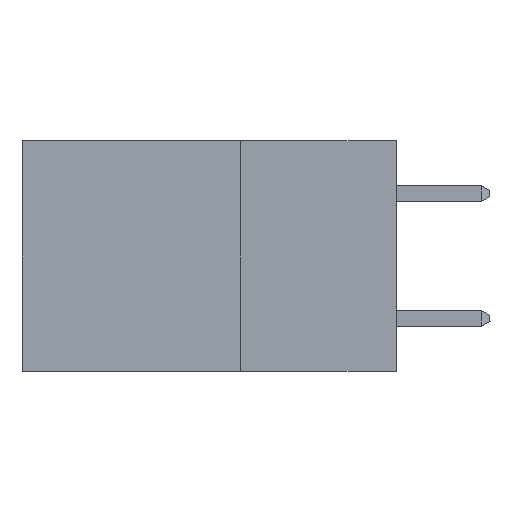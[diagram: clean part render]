
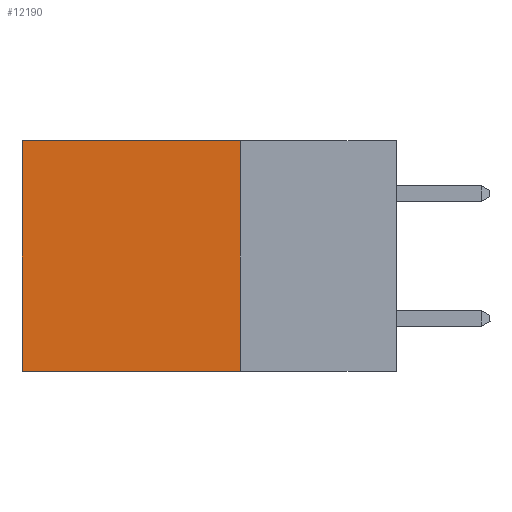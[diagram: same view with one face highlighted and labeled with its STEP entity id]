
A CAD part, left-side view. The second image highlights one B-rep face of the part: STEP entity #12190.
In plain terms, the highlighted planar face has unit normal (-1, 0, 0).
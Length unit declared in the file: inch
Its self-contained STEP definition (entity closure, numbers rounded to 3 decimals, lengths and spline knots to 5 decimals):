
#1664 = VECTOR ( 'NONE', #11804, 39.37008 ) ;
#2581 = VECTOR ( 'NONE', #15473, 39.37008 ) ;
#3023 = VERTEX_POINT ( 'NONE', #11078 ) ;
#3051 = VERTEX_POINT ( 'NONE', #4746 ) ;
#4074 = ORIENTED_EDGE ( 'NONE', *, *, #18850, .F. ) ;
#4243 = VECTOR ( 'NONE', #9923, 39.37008 ) ;
#4401 = DIRECTION ( 'NONE',  ( 0., 1., 0. ) ) ;
#4743 = CARTESIAN_POINT ( 'NONE',  ( 0.2615, 0.25, 0. ) ) ;
#4746 = CARTESIAN_POINT ( 'NONE',  ( 0.2615, 0.6, -0.37 ) ) ;
#5375 = EDGE_CURVE ( 'NONE', #3023, #3051, #9995, .T. ) ;
#5993 = EDGE_CURVE ( 'NONE', #13169, #3051, #22911, .T. ) ;
#8606 = CARTESIAN_POINT ( 'NONE',  ( 0.2615, 0.25, -0.37 ) ) ;
#9315 = CARTESIAN_POINT ( 'NONE',  ( 0.2615, 0.25, -0.37 ) ) ;
#9923 = DIRECTION ( 'NONE',  ( 0., 0., -1. ) ) ;
#9995 = LINE ( 'NONE', #18426, #4243 ) ;
#11078 = CARTESIAN_POINT ( 'NONE',  ( 0.2615, 0.6, 0. ) ) ;
#11425 = EDGE_LOOP ( 'NONE', ( #24963, #21533, #4074, #14955 ) ) ;
#11804 = DIRECTION ( 'NONE',  ( 0., 0., -1. ) ) ;
#12190 = ADVANCED_FACE ( 'NONE', ( #15216 ), #19236, .F. ) ;
#12319 = VECTOR ( 'NONE', #4401, 39.37008 ) ;
#12478 = LINE ( 'NONE', #24457, #1664 ) ;
#12943 = DIRECTION ( 'NONE',  ( 0., 0., -1. ) ) ;
#13169 = VERTEX_POINT ( 'NONE', #9315 ) ;
#14371 = EDGE_CURVE ( 'NONE', #19575, #3023, #25241, .T. ) ;
#14955 = ORIENTED_EDGE ( 'NONE', *, *, #14371, .T. ) ;
#15216 = FACE_OUTER_BOUND ( 'NONE', #11425, .T. ) ;
#15473 = DIRECTION ( 'NONE',  ( 0., 1., 0. ) ) ;
#17285 = CARTESIAN_POINT ( 'NONE',  ( 0.2615, 0.25, -0.37 ) ) ;
#18426 = CARTESIAN_POINT ( 'NONE',  ( 0.2615, 0.6, -0.37 ) ) ;
#18850 = EDGE_CURVE ( 'NONE', #19575, #13169, #12478, .T. ) ;
#19236 = PLANE ( 'NONE',  #26096 ) ;
#19575 = VERTEX_POINT ( 'NONE', #20392 ) ;
#20392 = CARTESIAN_POINT ( 'NONE',  ( 0.2615, 0.25, 0. ) ) ;
#21533 = ORIENTED_EDGE ( 'NONE', *, *, #5993, .F. ) ;
#22911 = LINE ( 'NONE', #17285, #12319 ) ;
#24457 = CARTESIAN_POINT ( 'NONE',  ( 0.2615, 0.25, -0.37 ) ) ;
#24963 = ORIENTED_EDGE ( 'NONE', *, *, #5375, .T. ) ;
#25241 = LINE ( 'NONE', #4743, #2581 ) ;
#25551 = DIRECTION ( 'NONE',  ( 1., 0., 0. ) ) ;
#26096 = AXIS2_PLACEMENT_3D ( 'NONE', #8606, #25551, #12943 ) ;
